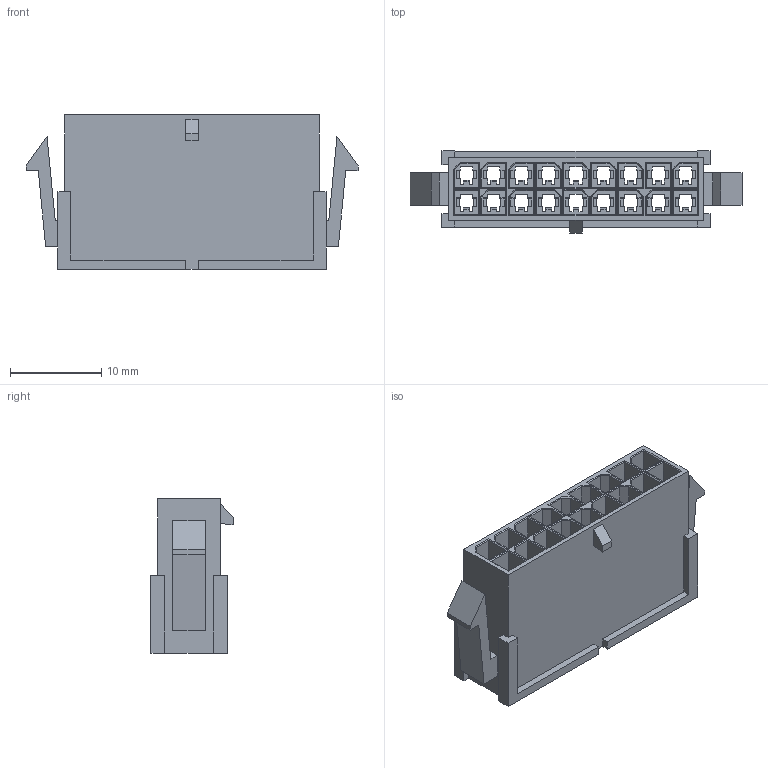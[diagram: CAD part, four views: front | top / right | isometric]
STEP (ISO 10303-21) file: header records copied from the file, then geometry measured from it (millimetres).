
FILE_DESCRIPTION(/* description */ ('Unknown'),/* implementation_level */ '2;1');
FILE_NAME(/* name */ '66201821822',/* time_stamp */ '2019-08-20T14:04:24+02:00',/* author */ ('Unknown'),/* organization */ ('Unknown'),/* preprocessor_version */ 'ST-DEVELOPER v16.7',/* originating_system */ 'DEX',/* authorisation */ $);
FILE_SCHEMA (('AP242_MANAGED_MODEL_BASED_3D_ENGINEERING_MIM_LF { 1 0 10303 442 1 1 4 }','AUTOMOTIVE_DESIGN {1 0 10303 214 3 1 1}'));
Length unit declared in the file: millimetre
Products named in the file (2): 6620xx21822; 66201821822
Assembly tree (1 placements, depth 2):
  6620xx21822
    66201821822
Bounding box: 36.35 x 9 x 16.9 mm (x, y, z)
Volume: 1736.1 mm3; surface area: 4879.8 mm2
Topology: 1 solids, 1 shells, 893 faces, 2451 edges, 1581 vertices
Faces by surface type: plane 857, cylinder 36
Entity records: 27706 total; most frequent: CARTESIAN_POINT 4927, ORIENTED_EDGE 4902, DIRECTION 4313, EDGE_CURVE 2451, LINE 2379, VECTOR 2379, VERTEX_POINT 1581, AXIS2_PLACEMENT_3D 967
